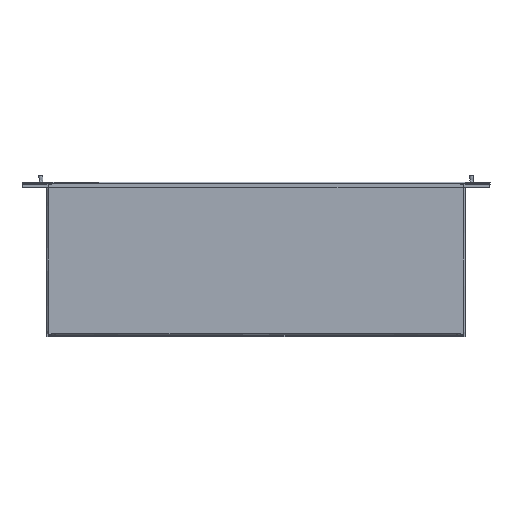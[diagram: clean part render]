
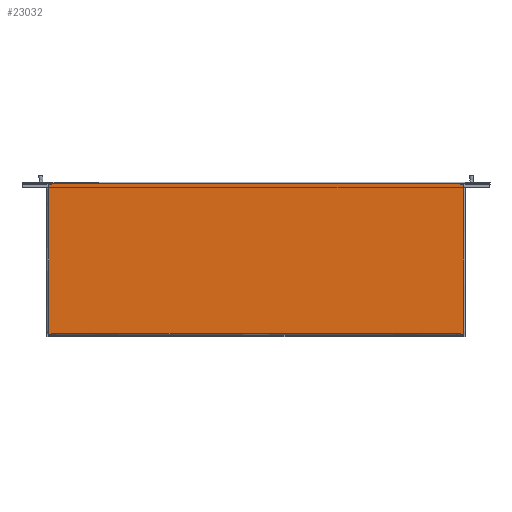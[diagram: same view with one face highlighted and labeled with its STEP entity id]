
A CAD part, front view. The second image highlights one B-rep face of the part: STEP entity #23032.
In plain terms, the highlighted free-form (B-spline) face has degree [1, 1] with [2, 2] control points.
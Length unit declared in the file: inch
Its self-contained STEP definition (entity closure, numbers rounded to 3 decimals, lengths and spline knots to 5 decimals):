
#21108=CARTESIAN_POINT('V826',(-6.2055,0.73298,
   2.80265));
#21109=VERTEX_POINT('V826',#21108);
#21124=CARTESIAN_POINT('V827',(-6.2055,0.73298,
   2.74133));
#21125=VERTEX_POINT('V827',#21124);
#21131=CARTESIAN_POINT('E1320',(-6.2055,0.73298,
   2.80265));
#21132=CARTESIAN_POINT('E1320',(-6.2055,0.73298,
   2.74133));
#21133=QUASI_UNIFORM_CURVE('E1320',1,(#21131,#21132),.POLYLINE_FORM.,
   .F.,.U.);
#21134=EDGE_CURVE('E1320',#21109,#21125,#21133,.T.);
#21144=CARTESIAN_POINT('V825',(10.38586,0.73298,
   2.80265));
#21145=VERTEX_POINT('V825',#21144);
#21159=CARTESIAN_POINT('E1319',(10.38586,0.73298,
   2.80265));
#21160=CARTESIAN_POINT('E1319',(-6.2055,0.73298,
   2.80265));
#21161=QUASI_UNIFORM_CURVE('E1319',1,(#21159,#21160),.POLYLINE_FORM.,
   .F.,.U.);
#21162=EDGE_CURVE('E1319',#21145,#21109,#21161,.T.);
#21172=CARTESIAN_POINT('V824',(10.38586,0.73298,
   2.74133));
#21173=VERTEX_POINT('V824',#21172);
#21187=CARTESIAN_POINT('E1318',(10.38586,0.73298,
   2.74133));
#21188=CARTESIAN_POINT('E1318',(10.38586,0.73298,
   2.80265));
#21189=QUASI_UNIFORM_CURVE('E1318',1,(#21187,#21188),.POLYLINE_FORM.,
   .F.,.U.);
#21190=EDGE_CURVE('E1318',#21173,#21145,#21189,.T.);
#21202=CARTESIAN_POINT('V823',(10.52018,0.73298,
   2.74133));
#21203=VERTEX_POINT('V823',#21202);
#21215=CARTESIAN_POINT('E1317',(10.52018,0.73298,
   2.74133));
#21216=CARTESIAN_POINT('E1317',(10.38586,0.73298,
   2.74133));
#21217=QUASI_UNIFORM_CURVE('E1317',1,(#21215,#21216),.POLYLINE_FORM.,
   .F.,.U.);
#21218=EDGE_CURVE('E1317',#21203,#21173,#21217,.T.);
#22199=CARTESIAN_POINT('V822',(10.52018,0.73298,
   -3.33735));
#22200=VERTEX_POINT('V822',#22199);
#22216=CARTESIAN_POINT('E1316',(10.52018,0.73298,
   -3.33735));
#22217=CARTESIAN_POINT('E1316',(10.52018,0.73298,
   2.74133));
#22218=QUASI_UNIFORM_CURVE('E1316',1,(#22216,#22217),.POLYLINE_FORM.,
   .F.,.U.);
#22219=EDGE_CURVE('E1316',#22200,#21203,#22218,.T.);
#22245=CARTESIAN_POINT('V821',(10.38586,0.73298,
   -3.33735));
#22246=VERTEX_POINT('V821',#22245);
#22260=CARTESIAN_POINT('E1315',(10.38586,0.73298,
   -3.33735));
#22261=CARTESIAN_POINT('E1315',(10.52018,0.73298,
   -3.33735));
#22262=QUASI_UNIFORM_CURVE('E1315',1,(#22260,#22261),.POLYLINE_FORM.,
   .F.,.U.);
#22263=EDGE_CURVE('E1315',#22246,#22200,#22262,.T.);
#22275=CARTESIAN_POINT('V820',(10.38586,0.73298,
   -3.29735));
#22276=VERTEX_POINT('V820',#22275);
#22288=CARTESIAN_POINT('E1314',(10.38586,0.73298,
   -3.29735));
#22289=CARTESIAN_POINT('E1314',(10.38586,0.73298,
   -3.33735));
#22290=QUASI_UNIFORM_CURVE('E1314',1,(#22288,#22289),.POLYLINE_FORM.,
   .F.,.U.);
#22291=EDGE_CURVE('E1314',#22276,#22246,#22290,.T.);
#22909=CARTESIAN_POINT('V829',(-6.33982,0.73298,
   -3.33735));
#22910=VERTEX_POINT('V829',#22909);
#22917=CARTESIAN_POINT('V830',(-6.2055,0.73298,
   -3.33735));
#22918=VERTEX_POINT('V830',#22917);
#22924=CARTESIAN_POINT('E1323',(-6.33982,0.73298,
   -3.33735));
#22925=CARTESIAN_POINT('E1323',(-6.2055,0.73298,
   -3.33735));
#22926=QUASI_UNIFORM_CURVE('E1323',1,(#22924,#22925),.POLYLINE_FORM.,
   .F.,.U.);
#22927=EDGE_CURVE('E1323',#22910,#22918,#22926,.T.);
#22939=CARTESIAN_POINT('V819',(-6.2055,0.73298,
   -3.29735));
#22940=VERTEX_POINT('V819',#22939);
#22946=CARTESIAN_POINT('E1324',(-6.2055,0.73298,
   -3.33735));
#22947=CARTESIAN_POINT('E1324',(-6.2055,0.73298,
   -3.29735));
#22948=QUASI_UNIFORM_CURVE('E1324',1,(#22946,#22947),.POLYLINE_FORM.,
   .F.,.U.);
#22949=EDGE_CURVE('E1324',#22918,#22940,#22948,.T.);
#22995=CARTESIAN_POINT('E1313',(-6.2055,0.73298,
   -3.29735));
#22996=CARTESIAN_POINT('E1313',(10.38586,0.73298,
   -3.29735));
#22997=QUASI_UNIFORM_CURVE('E1313',1,(#22995,#22996),.POLYLINE_FORM.,
   .F.,.U.);
#22998=EDGE_CURVE('E1313',#22940,#22276,#22997,.T.);
#23003=CARTESIAN_POINT('F517',(-6.341,0.73298,
   -3.33853));
#23004=CARTESIAN_POINT('F517',(10.52136,0.73298,
   -3.33853));
#23005=CARTESIAN_POINT('F517',(-6.341,0.73298,
   2.80384));
#23006=CARTESIAN_POINT('F517',(10.52136,0.73298,
   2.80384));
#23007=B_SPLINE_SURFACE_WITH_KNOTS('F517',1,1,((#23003,#23005),(
   #23004,#23006)),.PLANE_SURF.,.F.,.F.,.U.,(2,2),(2,2),(0.0,
   2.74526),(0.0,1.0),.UNSPECIFIED.);
#23008=ORIENTED_EDGE('F593',*,*,#22998,.T.);
#23009=ORIENTED_EDGE('F518',*,*,#22291,.T.);
#23010=ORIENTED_EDGE('F524',*,*,#22263,.T.);
#23011=ORIENTED_EDGE('F589',*,*,#22219,.T.);
#23012=ORIENTED_EDGE('F525',*,*,#21218,.T.);
#23013=ORIENTED_EDGE('F526',*,*,#21190,.T.);
#23014=ORIENTED_EDGE('F527',*,*,#21162,.T.);
#23015=ORIENTED_EDGE('F528',*,*,#21134,.T.);
#23016=CARTESIAN_POINT('V828',(-6.33982,0.73298,
   2.74133));
#23017=VERTEX_POINT('V828',#23016);
#23018=CARTESIAN_POINT('E1321',(-6.2055,0.73298,
   2.74133));
#23019=CARTESIAN_POINT('E1321',(-6.33982,0.73298,
   2.74133));
#23020=QUASI_UNIFORM_CURVE('E1321',1,(#23018,#23019),.POLYLINE_FORM.,
   .F.,.U.);
#23021=EDGE_CURVE('E1321',#21125,#23017,#23020,.T.);
#23022=ORIENTED_EDGE('E1321',*,*,#23021,.T.);
#23023=CARTESIAN_POINT('E1322',(-6.33982,0.73298,
   2.74133));
#23024=CARTESIAN_POINT('E1322',(-6.33982,0.73298,
   -3.33735));
#23025=QUASI_UNIFORM_CURVE('E1322',1,(#23023,#23024),.POLYLINE_FORM.,
   .F.,.U.);
#23026=EDGE_CURVE('E1322',#23017,#22910,#23025,.T.);
#23027=ORIENTED_EDGE('E1322',*,*,#23026,.T.);
#23028=ORIENTED_EDGE('F530',*,*,#22927,.T.);
#23029=ORIENTED_EDGE('F531',*,*,#22949,.T.);
#23030=EDGE_LOOP('F517',(#23008,#23009,#23010,#23011,#23012,#23013,
   #23014,#23015,#23022,#23027,#23028,#23029));
#23031=FACE_OUTER_BOUND('F517',#23030,.T.);
#23032=ADVANCED_FACE('F517',(#23031),#23007,.T.);
